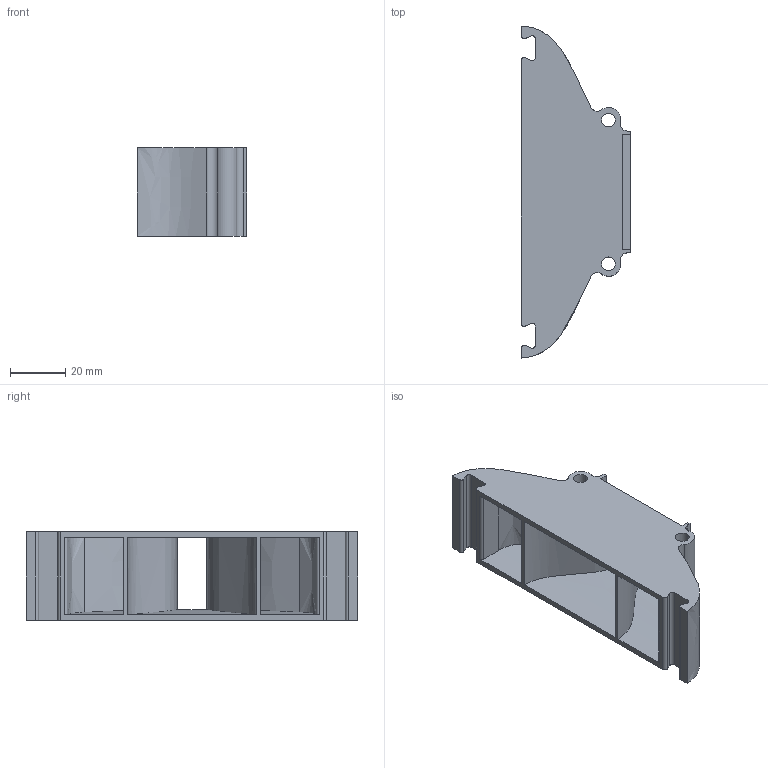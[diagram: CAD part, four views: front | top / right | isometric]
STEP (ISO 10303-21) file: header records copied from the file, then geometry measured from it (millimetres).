
FILE_DESCRIPTION (( 'STEP AP203' ), '1' );
FILE_NAME ('P4_3D Printed Fume Filter - Fan Shroud.STEP', '2023-08-15T16:48:23', ( '' ), ( '' ), 'SwSTEP 2.0', 'SolidWorks 2020', '' );
FILE_SCHEMA (( 'CONFIG_CONTROL_DESIGN' ));
Length unit declared in the file: millimetre
Products named in the file (1): P4_3D Printed Fume Filter - Fan Shroud
Bounding box: 39.5 x 119.99 x 32 mm (x, y, z)
Volume: 33212.4 mm3; surface area: 26017.1 mm2
Topology: 1 solids, 1 shells, 61 faces, 179 edges, 118 vertices
Faces by surface type: plane 26, cylinder 23, bspline 12
Entity records: 2647 total; most frequent: CARTESIAN_POINT 1016, ORIENTED_EDGE 358, DIRECTION 275, EDGE_CURVE 179, VERTEX_POINT 118, AXIS2_PLACEMENT_3D 92, VECTOR 91, LINE 91
